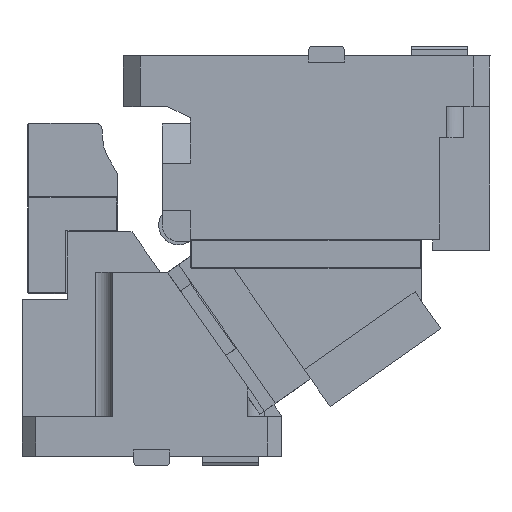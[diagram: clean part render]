
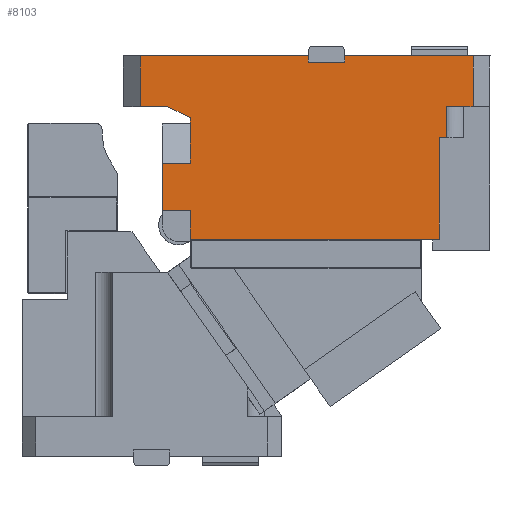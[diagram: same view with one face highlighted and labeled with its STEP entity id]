
A CAD part, front view. The second image highlights one B-rep face of the part: STEP entity #8103.
In plain terms, the highlighted planar face has unit normal (0, -1, 0).
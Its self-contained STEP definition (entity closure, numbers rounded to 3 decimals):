
#7037=CARTESIAN_POINT('Vertex',(376.256,-45.,282.508)) ;
#7040=CARTESIAN_POINT('Line Origine',(373.128,-45.,282.508)) ;
#7044=CARTESIAN_POINT('Vertex',(370.,-45.,282.508)) ;
#7921=CARTESIAN_POINT('Vertex',(376.256,-45.,309.998)) ;
#7924=CARTESIAN_POINT('Line Origine',(376.256,-45.,296.253)) ;
#7936=CARTESIAN_POINT('Axis2P3D Location',(338.178,-45.,322.041)) ;
#7941=CARTESIAN_POINT('Line Origine',(343.,-45.,355.)) ;
#7945=CARTESIAN_POINT('Vertex',(286.,-45.,355.)) ;
#7947=CARTESIAN_POINT('Vertex',(400.,-45.,355.)) ;
#7950=CARTESIAN_POINT('Line Origine',(286.,-45.,352.25)) ;
#7954=CARTESIAN_POINT('Vertex',(286.,-45.,349.5)) ;
#7957=CARTESIAN_POINT('Line Origine',(270.,-45.,349.5)) ;
#7961=CARTESIAN_POINT('Vertex',(254.,-45.,349.5)) ;
#7964=CARTESIAN_POINT('Line Origine',(254.,-45.,352.25)) ;
#7968=CARTESIAN_POINT('Vertex',(254.,-45.,355.)) ;
#7971=CARTESIAN_POINT('Line Origine',(179.5,-45.,355.)) ;
#7975=CARTESIAN_POINT('Vertex',(105.,-45.,355.)) ;
#7978=CARTESIAN_POINT('Line Origine',(105.,-45.,332.5)) ;
#7982=CARTESIAN_POINT('Vertex',(105.,-45.,310.)) ;
#7985=CARTESIAN_POINT('Line Origine',(117.128,-45.,310.)) ;
#7989=CARTESIAN_POINT('Vertex',(129.256,-45.,310.)) ;
#7992=CARTESIAN_POINT('Line Origine',(139.256,-45.,305.)) ;
#7996=CARTESIAN_POINT('Vertex',(149.256,-45.,300.)) ;
#7999=CARTESIAN_POINT('Line Origine',(149.256,-45.,293.5)) ;
#8003=CARTESIAN_POINT('Vertex',(149.256,-45.,287.)) ;
#8006=CARTESIAN_POINT('Line Origine',(149.256,-45.,277.254)) ;
#8010=CARTESIAN_POINT('Vertex',(149.256,-45.,267.508)) ;
#8013=CARTESIAN_POINT('Line Origine',(149.256,-45.,263.539)) ;
#8017=CARTESIAN_POINT('Vertex',(149.256,-45.,259.57)) ;
#8020=CARTESIAN_POINT('Line Origine',(136.756,-45.,259.57)) ;
#8024=CARTESIAN_POINT('Vertex',(124.256,-45.,259.57)) ;
#8027=CARTESIAN_POINT('Line Origine',(124.256,-45.,238.539)) ;
#8031=CARTESIAN_POINT('Vertex',(124.256,-45.,217.507)) ;
#8034=CARTESIAN_POINT('Line Origine',(136.756,-45.,217.508)) ;
#8038=CARTESIAN_POINT('Vertex',(149.256,-45.,217.508)) ;
#8041=CARTESIAN_POINT('Line Origine',(149.256,-45.,205.008)) ;
#8045=CARTESIAN_POINT('Vertex',(149.256,-45.,192.508)) ;
#8048=CARTESIAN_POINT('Line Origine',(249.256,-45.,192.508)) ;
#8052=CARTESIAN_POINT('Vertex',(349.256,-45.,192.508)) ;
#8055=CARTESIAN_POINT('Line Origine',(359.628,-45.,192.508)) ;
#8059=CARTESIAN_POINT('Vertex',(370.,-45.,192.508)) ;
#8062=CARTESIAN_POINT('Line Origine',(370.,-45.,237.508)) ;
#8067=CARTESIAN_POINT('Line Origine',(388.128,-45.,309.998)) ;
#8071=CARTESIAN_POINT('Vertex',(400.,-45.,309.998)) ;
#8074=CARTESIAN_POINT('Line Origine',(400.,-45.,332.499)) ;
#7041=DIRECTION('Vector Direction',(-1.,0.,0.)) ;
#7925=DIRECTION('Vector Direction',(0.,0.,1.)) ;
#7937=DIRECTION('Axis2P3D Direction',(0.,-1.,0.)) ;
#7938=DIRECTION('Axis2P3D XDirection',(1.,0.,0.)) ;
#7942=DIRECTION('Vector Direction',(1.,0.,0.)) ;
#7951=DIRECTION('Vector Direction',(0.,0.,1.)) ;
#7958=DIRECTION('Vector Direction',(1.,0.,0.)) ;
#7965=DIRECTION('Vector Direction',(0.,0.,-1.)) ;
#7972=DIRECTION('Vector Direction',(1.,0.,0.)) ;
#7979=DIRECTION('Vector Direction',(0.,0.,-1.)) ;
#7986=DIRECTION('Vector Direction',(-1.,0.,0.)) ;
#7993=DIRECTION('Vector Direction',(0.894,0.,-0.447)) ;
#8000=DIRECTION('Vector Direction',(0.,0.,1.)) ;
#8007=DIRECTION('Vector Direction',(0.,0.,-1.)) ;
#8014=DIRECTION('Vector Direction',(0.,0.,1.)) ;
#8021=DIRECTION('Vector Direction',(-1.,0.,0.)) ;
#8028=DIRECTION('Vector Direction',(0.,0.,1.)) ;
#8035=DIRECTION('Vector Direction',(-1.,0.,0.)) ;
#8042=DIRECTION('Vector Direction',(0.,0.,-1.)) ;
#8049=DIRECTION('Vector Direction',(1.,0.,0.)) ;
#8056=DIRECTION('Vector Direction',(-1.,0.,0.)) ;
#8063=DIRECTION('Vector Direction',(0.,0.,-1.)) ;
#8068=DIRECTION('Vector Direction',(-1.,0.,0.)) ;
#8075=DIRECTION('Vector Direction',(0.,0.,1.)) ;
#7939=AXIS2_PLACEMENT_3D('Plane Axis2P3D',#7936,#7937,#7938) ;
#8080=ORIENTED_EDGE('',*,*,#7949,.F.) ;
#8081=ORIENTED_EDGE('',*,*,#7956,.F.) ;
#8082=ORIENTED_EDGE('',*,*,#7963,.F.) ;
#8083=ORIENTED_EDGE('',*,*,#7970,.F.) ;
#8084=ORIENTED_EDGE('',*,*,#7977,.F.) ;
#8085=ORIENTED_EDGE('',*,*,#7984,.F.) ;
#8086=ORIENTED_EDGE('',*,*,#7991,.F.) ;
#8087=ORIENTED_EDGE('',*,*,#7998,.T.) ;
#8088=ORIENTED_EDGE('',*,*,#8005,.F.) ;
#8089=ORIENTED_EDGE('',*,*,#8012,.T.) ;
#8090=ORIENTED_EDGE('',*,*,#8019,.F.) ;
#8091=ORIENTED_EDGE('',*,*,#8026,.T.) ;
#8092=ORIENTED_EDGE('',*,*,#8033,.F.) ;
#8093=ORIENTED_EDGE('',*,*,#8040,.F.) ;
#8094=ORIENTED_EDGE('',*,*,#8047,.T.) ;
#8095=ORIENTED_EDGE('',*,*,#8054,.T.) ;
#8096=ORIENTED_EDGE('',*,*,#8061,.F.) ;
#8097=ORIENTED_EDGE('',*,*,#8066,.F.) ;
#8098=ORIENTED_EDGE('',*,*,#7046,.F.) ;
#8099=ORIENTED_EDGE('',*,*,#7928,.T.) ;
#8100=ORIENTED_EDGE('',*,*,#8073,.F.) ;
#8101=ORIENTED_EDGE('',*,*,#8078,.T.) ;
#7042=VECTOR('Line Direction',#7041,1.) ;
#7926=VECTOR('Line Direction',#7925,1.) ;
#7943=VECTOR('Line Direction',#7942,1.) ;
#7952=VECTOR('Line Direction',#7951,1.) ;
#7959=VECTOR('Line Direction',#7958,1.) ;
#7966=VECTOR('Line Direction',#7965,1.) ;
#7973=VECTOR('Line Direction',#7972,1.) ;
#7980=VECTOR('Line Direction',#7979,1.) ;
#7987=VECTOR('Line Direction',#7986,1.) ;
#7994=VECTOR('Line Direction',#7993,1.) ;
#8001=VECTOR('Line Direction',#8000,1.) ;
#8008=VECTOR('Line Direction',#8007,1.) ;
#8015=VECTOR('Line Direction',#8014,1.) ;
#8022=VECTOR('Line Direction',#8021,1.) ;
#8029=VECTOR('Line Direction',#8028,1.) ;
#8036=VECTOR('Line Direction',#8035,1.) ;
#8043=VECTOR('Line Direction',#8042,1.) ;
#8050=VECTOR('Line Direction',#8049,1.) ;
#8057=VECTOR('Line Direction',#8056,1.) ;
#8064=VECTOR('Line Direction',#8063,1.) ;
#8069=VECTOR('Line Direction',#8068,1.) ;
#8076=VECTOR('Line Direction',#8075,1.) ;
#8103=ADVANCED_FACE('CAM HOLDER',(#8102),#7940,.T.) ;
#7046=EDGE_CURVE('',#7038,#7045,#7043,.T.) ;
#7928=EDGE_CURVE('',#7038,#7922,#7927,.T.) ;
#7949=EDGE_CURVE('',#7946,#7948,#7944,.T.) ;
#7956=EDGE_CURVE('',#7955,#7946,#7953,.T.) ;
#7963=EDGE_CURVE('',#7962,#7955,#7960,.T.) ;
#7970=EDGE_CURVE('',#7969,#7962,#7967,.T.) ;
#7977=EDGE_CURVE('',#7976,#7969,#7974,.T.) ;
#7984=EDGE_CURVE('',#7983,#7976,#7981,.F.) ;
#7991=EDGE_CURVE('',#7990,#7983,#7988,.T.) ;
#7998=EDGE_CURVE('',#7990,#7997,#7995,.T.) ;
#8005=EDGE_CURVE('',#8004,#7997,#8002,.T.) ;
#8012=EDGE_CURVE('',#8004,#8011,#8009,.T.) ;
#8019=EDGE_CURVE('',#8018,#8011,#8016,.T.) ;
#8026=EDGE_CURVE('',#8018,#8025,#8023,.T.) ;
#8033=EDGE_CURVE('',#8032,#8025,#8030,.T.) ;
#8040=EDGE_CURVE('',#8039,#8032,#8037,.T.) ;
#8047=EDGE_CURVE('',#8039,#8046,#8044,.T.) ;
#8054=EDGE_CURVE('',#8046,#8053,#8051,.T.) ;
#8061=EDGE_CURVE('',#8060,#8053,#8058,.T.) ;
#8066=EDGE_CURVE('',#7045,#8060,#8065,.T.) ;
#8073=EDGE_CURVE('',#8072,#7922,#8070,.T.) ;
#8078=EDGE_CURVE('',#8072,#7948,#8077,.T.) ;
#8079=EDGE_LOOP('',(#8080,#8081,#8082,#8083,#8084,#8085,#8086,#8087,#8088,#8089,#8090,#8091,#8092,#8093,#8094,#8095,#8096,#8097,#8098,#8099,#8100,#8101)) ;
#8102=FACE_OUTER_BOUND('',#8079,.T.) ;
#7043=LINE('Line',#7040,#7042) ;
#7927=LINE('Line',#7924,#7926) ;
#7944=LINE('Line',#7941,#7943) ;
#7953=LINE('Line',#7950,#7952) ;
#7960=LINE('Line',#7957,#7959) ;
#7967=LINE('Line',#7964,#7966) ;
#7974=LINE('Line',#7971,#7973) ;
#7981=LINE('Line',#7978,#7980) ;
#7988=LINE('Line',#7985,#7987) ;
#7995=LINE('Line',#7992,#7994) ;
#8002=LINE('Line',#7999,#8001) ;
#8009=LINE('Line',#8006,#8008) ;
#8016=LINE('Line',#8013,#8015) ;
#8023=LINE('Line',#8020,#8022) ;
#8030=LINE('Line',#8027,#8029) ;
#8037=LINE('Line',#8034,#8036) ;
#8044=LINE('Line',#8041,#8043) ;
#8051=LINE('Line',#8048,#8050) ;
#8058=LINE('Line',#8055,#8057) ;
#8065=LINE('Line',#8062,#8064) ;
#8070=LINE('Line',#8067,#8069) ;
#8077=LINE('Line',#8074,#8076) ;
#7940=PLANE('Plane',#7939) ;
#7038=VERTEX_POINT('',#7037) ;
#7045=VERTEX_POINT('',#7044) ;
#7922=VERTEX_POINT('',#7921) ;
#7946=VERTEX_POINT('',#7945) ;
#7948=VERTEX_POINT('',#7947) ;
#7955=VERTEX_POINT('',#7954) ;
#7962=VERTEX_POINT('',#7961) ;
#7969=VERTEX_POINT('',#7968) ;
#7976=VERTEX_POINT('',#7975) ;
#7983=VERTEX_POINT('',#7982) ;
#7990=VERTEX_POINT('',#7989) ;
#7997=VERTEX_POINT('',#7996) ;
#8004=VERTEX_POINT('',#8003) ;
#8011=VERTEX_POINT('',#8010) ;
#8018=VERTEX_POINT('',#8017) ;
#8025=VERTEX_POINT('',#8024) ;
#8032=VERTEX_POINT('',#8031) ;
#8039=VERTEX_POINT('',#8038) ;
#8046=VERTEX_POINT('',#8045) ;
#8053=VERTEX_POINT('',#8052) ;
#8060=VERTEX_POINT('',#8059) ;
#8072=VERTEX_POINT('',#8071) ;
